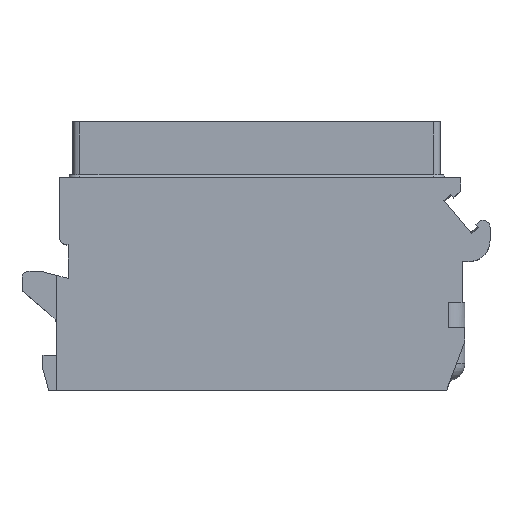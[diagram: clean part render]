
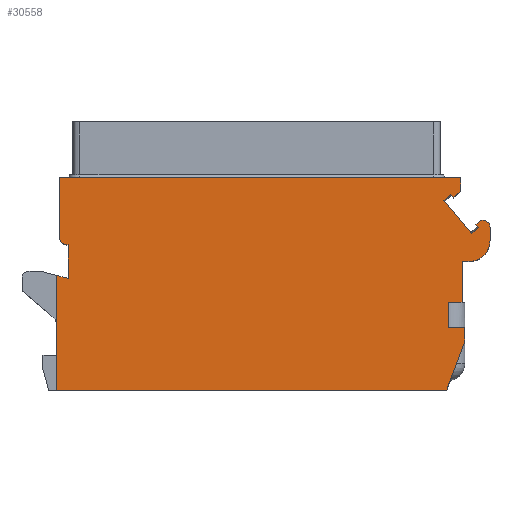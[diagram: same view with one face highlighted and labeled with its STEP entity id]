
A CAD part, top view. The second image highlights one B-rep face of the part: STEP entity #30558.
In plain terms, the highlighted planar face has unit normal (0, 0, 1).
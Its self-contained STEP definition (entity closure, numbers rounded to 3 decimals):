
#98=DIRECTION('',(0.643,-0.766,0.));
#99=VECTOR('',#98,0.3);
#100=CARTESIAN_POINT('',(15.698,11.873,7.));
#101=LINE('',#100,#99);
#102=DIRECTION('',(0.766,0.643,0.));
#103=VECTOR('',#102,0.236);
#104=CARTESIAN_POINT('',(15.698,11.873,7.));
#105=LINE('',#104,#103);
#106=DIRECTION('',(0.,1.,0.));
#107=VECTOR('',#106,0.942);
#108=CARTESIAN_POINT('',(16.7,10.7,7.));
#109=LINE('',#108,#107);
#110=DIRECTION('',(-1.,0.,0.));
#111=VECTOR('',#110,0.5);
#112=CARTESIAN_POINT('',(15.2,9.2,7.));
#113=LINE('',#112,#111);
#114=DIRECTION('',(0.,-1.,0.));
#115=VECTOR('',#114,2.9);
#116=CARTESIAN_POINT('',(14.7,9.2,7.));
#117=LINE('',#116,#115);
#118=DIRECTION('',(-1.,0.,0.));
#119=VECTOR('',#118,1.);
#120=CARTESIAN_POINT('',(14.7,6.3,7.));
#121=LINE('',#120,#119);
#122=DIRECTION('',(0.,-1.,0.));
#123=VECTOR('',#122,1.8);
#124=CARTESIAN_POINT('',(13.7,6.3,7.));
#125=LINE('',#124,#123);
#126=DIRECTION('',(1.,0.,0.));
#127=VECTOR('',#126,1.2);
#128=CARTESIAN_POINT('',(13.7,4.5,7.));
#129=LINE('',#128,#127);
#130=DIRECTION('',(0.,-1.,0.));
#131=VECTOR('',#130,1.);
#132=CARTESIAN_POINT('',(14.9,4.5,7.));
#133=LINE('',#132,#131);
#134=DIRECTION('',(-0.348,-0.937,0.));
#135=VECTOR('',#134,3.734);
#136=CARTESIAN_POINT('',(14.9,3.5,7.));
#137=LINE('',#136,#135);
#138=DIRECTION('',(1.,0.,0.));
#139=VECTOR('',#138,27.9);
#140=CARTESIAN_POINT('',(-14.3,0.,7.));
#141=LINE('',#140,#139);
#142=DIRECTION('',(0.966,-0.259,0.));
#143=VECTOR('',#142,0.828);
#144=CARTESIAN_POINT('',(-14.3,8.205,7.));
#145=LINE('',#144,#143);
#146=DIRECTION('',(0.,1.,0.));
#147=VECTOR('',#146,2.409);
#148=CARTESIAN_POINT('',(-13.5,7.991,7.));
#149=LINE('',#148,#147);
#150=DIRECTION('',(-1.,0.,0.));
#151=VECTOR('',#150,0.1);
#152=CARTESIAN_POINT('',(-13.5,10.4,7.));
#153=LINE('',#152,#151);
#154=CARTESIAN_POINT('',(-13.6,10.9,7.));
#155=DIRECTION('',(0.,0.,1.));
#156=DIRECTION('',(-1.,0.,0.));
#157=AXIS2_PLACEMENT_3D('',#154,#155,#156);
#159=DIRECTION('',(0.,-1.,0.));
#160=VECTOR('',#159,4.3);
#161=CARTESIAN_POINT('',(-14.1,15.2,7.));
#162=LINE('',#161,#160);
#163=DIRECTION('',(-1.,0.,0.));
#164=VECTOR('',#163,28.7);
#165=CARTESIAN_POINT('',(14.6,15.2,7.));
#166=LINE('',#165,#164);
#167=DIRECTION('',(0.,-1.,0.));
#168=VECTOR('',#167,0.985);
#169=CARTESIAN_POINT('',(14.6,15.2,7.));
#170=LINE('',#169,#168);
#171=DIRECTION('',(-0.766,-0.643,0.));
#172=VECTOR('',#171,0.665);
#173=CARTESIAN_POINT('',(14.6,14.215,7.));
#174=LINE('',#173,#172);
#175=DIRECTION('',(0.643,-0.766,0.));
#176=VECTOR('',#175,0.3);
#177=CARTESIAN_POINT('',(13.898,14.018,7.));
#178=LINE('',#177,#176);
#179=DIRECTION('',(0.643,-0.766,0.));
#180=VECTOR('',#179,3.1);
#181=CARTESIAN_POINT('',(13.4,13.6,7.));
#182=LINE('',#181,#180);
#195=CARTESIAN_POINT('',(16.2,11.642,7.));
#196=DIRECTION('',(0.,0.,1.));
#197=DIRECTION('',(1.,0.,0.));
#198=AXIS2_PLACEMENT_3D('',#195,#196,#197);
#222=CARTESIAN_POINT('',(15.2,10.7,7.));
#223=DIRECTION('',(0.,0.,-1.));
#224=DIRECTION('',(1.,0.,0.));
#225=AXIS2_PLACEMENT_3D('',#222,#223,#224);
#448=DIRECTION('',(0.,-1.,0.));
#449=VECTOR('',#448,8.205);
#450=CARTESIAN_POINT('',(-14.3,8.205,7.));
#451=LINE('',#450,#449);
#664=DIRECTION('',(0.766,0.643,0.));
#665=VECTOR('',#664,0.65);
#666=CARTESIAN_POINT('',(13.4,13.6,7.));
#667=LINE('',#666,#665);
#688=DIRECTION('',(-0.766,-0.643,0.));
#689=VECTOR('',#688,0.65);
#690=CARTESIAN_POINT('',(15.891,11.643,7.));
#691=LINE('',#690,#689);
#23924=CARTESIAN_POINT('',(-13.5,7.991,7.));
#23925=CARTESIAN_POINT('',(-13.5,10.4,7.));
#23926=VERTEX_POINT('',#23924);
#23927=VERTEX_POINT('',#23925);
#23928=CARTESIAN_POINT('',(-14.1,10.9,7.));
#23929=CARTESIAN_POINT('',(-13.6,10.4,7.));
#23930=VERTEX_POINT('',#23928);
#23931=VERTEX_POINT('',#23929);
#23932=CARTESIAN_POINT('',(-14.1,15.2,7.));
#23933=VERTEX_POINT('',#23932);
#23934=CARTESIAN_POINT('',(-14.3,8.205,7.));
#23936=VERTEX_POINT('',#23934);
#23946=CARTESIAN_POINT('',(-14.3,0.,7.));
#23947=VERTEX_POINT('',#23946);
#23990=CARTESIAN_POINT('',(14.7,9.2,7.));
#23992=VERTEX_POINT('',#23990);
#24006=CARTESIAN_POINT('',(14.7,6.3,7.));
#24007=CARTESIAN_POINT('',(13.7,6.3,7.));
#24008=VERTEX_POINT('',#24006);
#24009=VERTEX_POINT('',#24007);
#24010=CARTESIAN_POINT('',(13.7,4.5,7.));
#24011=VERTEX_POINT('',#24010);
#24012=CARTESIAN_POINT('',(14.9,4.5,7.));
#24013=VERTEX_POINT('',#24012);
#24014=CARTESIAN_POINT('',(14.9,3.5,7.));
#24015=VERTEX_POINT('',#24014);
#24016=CARTESIAN_POINT('',(13.6,0.,7.));
#24017=VERTEX_POINT('',#24016);
#24019=CARTESIAN_POINT('',(16.7,10.7,7.));
#24021=VERTEX_POINT('',#24019);
#24023=CARTESIAN_POINT('',(15.2,9.2,7.));
#24025=VERTEX_POINT('',#24023);
#24047=CARTESIAN_POINT('',(14.6,15.2,7.));
#24048=CARTESIAN_POINT('',(14.6,14.215,7.));
#24049=VERTEX_POINT('',#24047);
#24050=VERTEX_POINT('',#24048);
#24052=CARTESIAN_POINT('',(16.7,11.642,7.));
#24054=VERTEX_POINT('',#24052);
#24056=CARTESIAN_POINT('',(15.879,12.025,7.));
#24058=VERTEX_POINT('',#24056);
#26346=CARTESIAN_POINT('',(15.393,11.225,7.));
#26348=VERTEX_POINT('',#26346);
#26356=CARTESIAN_POINT('',(13.4,13.6,7.));
#26357=VERTEX_POINT('',#26356);
#26362=CARTESIAN_POINT('',(14.091,13.788,7.));
#26363=VERTEX_POINT('',#26362);
#26365=CARTESIAN_POINT('',(13.898,14.018,7.));
#26367=VERTEX_POINT('',#26365);
#26372=CARTESIAN_POINT('',(15.698,11.873,7.));
#26373=VERTEX_POINT('',#26372);
#26374=CARTESIAN_POINT('',(15.891,11.643,7.));
#26376=VERTEX_POINT('',#26374);
#30500=CARTESIAN_POINT('',(0.,0.,7.));
#30501=DIRECTION('',(0.,0.,1.));
#30502=DIRECTION('',(1.,0.,0.));
#30503=AXIS2_PLACEMENT_3D('',#30500,#30501,#30502);
#30504=PLANE('',#30503);
#30505=ORIENTED_EDGE('',*,*,#30490,.F.);
#30507=ORIENTED_EDGE('',*,*,#30506,.T.);
#30509=ORIENTED_EDGE('',*,*,#30508,.F.);
#30511=ORIENTED_EDGE('',*,*,#30510,.F.);
#30513=ORIENTED_EDGE('',*,*,#30512,.T.);
#30515=ORIENTED_EDGE('',*,*,#30514,.T.);
#30517=ORIENTED_EDGE('',*,*,#30516,.T.);
#30519=ORIENTED_EDGE('',*,*,#30518,.T.);
#30521=ORIENTED_EDGE('',*,*,#30520,.T.);
#30523=ORIENTED_EDGE('',*,*,#30522,.T.);
#30525=ORIENTED_EDGE('',*,*,#30524,.T.);
#30527=ORIENTED_EDGE('',*,*,#30526,.T.);
#30529=ORIENTED_EDGE('',*,*,#30528,.F.);
#30531=ORIENTED_EDGE('',*,*,#30530,.F.);
#30533=ORIENTED_EDGE('',*,*,#30532,.T.);
#30535=ORIENTED_EDGE('',*,*,#30534,.T.);
#30537=ORIENTED_EDGE('',*,*,#30536,.T.);
#30539=ORIENTED_EDGE('',*,*,#30538,.F.);
#30541=ORIENTED_EDGE('',*,*,#30540,.F.);
#30543=ORIENTED_EDGE('',*,*,#30542,.F.);
#30545=ORIENTED_EDGE('',*,*,#30544,.T.);
#30547=ORIENTED_EDGE('',*,*,#30546,.T.);
#30549=ORIENTED_EDGE('',*,*,#30548,.F.);
#30551=ORIENTED_EDGE('',*,*,#30550,.F.);
#30553=ORIENTED_EDGE('',*,*,#30552,.T.);
#30555=ORIENTED_EDGE('',*,*,#30554,.F.);
#30556=EDGE_LOOP('',(#30505,#30507,#30509,#30511,#30513,#30515,#30517,#30519,
#30521,#30523,#30525,#30527,#30529,#30531,#30533,#30535,#30537,#30539,#30541,
#30543,#30545,#30547,#30549,#30551,#30553,#30555));
#30557=FACE_OUTER_BOUND('',#30556,.F.);
#30558=ADVANCED_FACE('',(#30557),#30504,.T.);
#158=CIRCLE('',#157,0.5);
#199=CIRCLE('',#198,0.5);
#226=CIRCLE('',#225,1.5);
#30490=EDGE_CURVE('',#26373,#26376,#101,.T.);
#30506=EDGE_CURVE('',#26373,#24058,#105,.T.);
#30508=EDGE_CURVE('',#24054,#24058,#199,.T.);
#30510=EDGE_CURVE('',#24021,#24054,#109,.T.);
#30512=EDGE_CURVE('',#24021,#24025,#226,.T.);
#30514=EDGE_CURVE('',#24025,#23992,#113,.T.);
#30516=EDGE_CURVE('',#23992,#24008,#117,.T.);
#30518=EDGE_CURVE('',#24008,#24009,#121,.T.);
#30520=EDGE_CURVE('',#24009,#24011,#125,.T.);
#30522=EDGE_CURVE('',#24011,#24013,#129,.T.);
#30524=EDGE_CURVE('',#24013,#24015,#133,.T.);
#30526=EDGE_CURVE('',#24015,#24017,#137,.T.);
#30528=EDGE_CURVE('',#23947,#24017,#141,.T.);
#30530=EDGE_CURVE('',#23936,#23947,#451,.T.);
#30532=EDGE_CURVE('',#23936,#23926,#145,.T.);
#30534=EDGE_CURVE('',#23926,#23927,#149,.T.);
#30536=EDGE_CURVE('',#23927,#23931,#153,.T.);
#30538=EDGE_CURVE('',#23930,#23931,#158,.T.);
#30540=EDGE_CURVE('',#23933,#23930,#162,.T.);
#30542=EDGE_CURVE('',#24049,#23933,#166,.T.);
#30544=EDGE_CURVE('',#24049,#24050,#170,.T.);
#30546=EDGE_CURVE('',#24050,#26363,#174,.T.);
#30548=EDGE_CURVE('',#26367,#26363,#178,.T.);
#30550=EDGE_CURVE('',#26357,#26367,#667,.T.);
#30552=EDGE_CURVE('',#26357,#26348,#182,.T.);
#30554=EDGE_CURVE('',#26376,#26348,#691,.T.);
